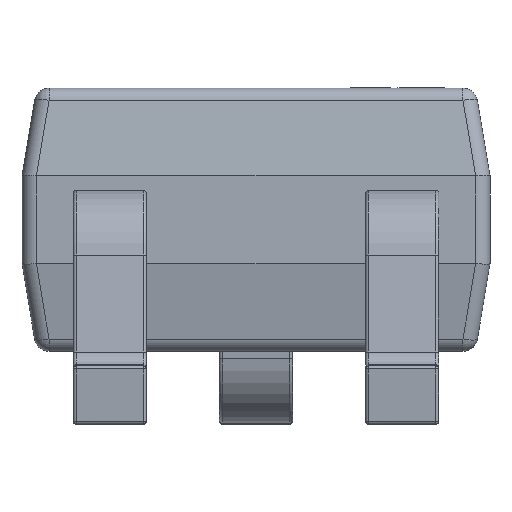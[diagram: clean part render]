
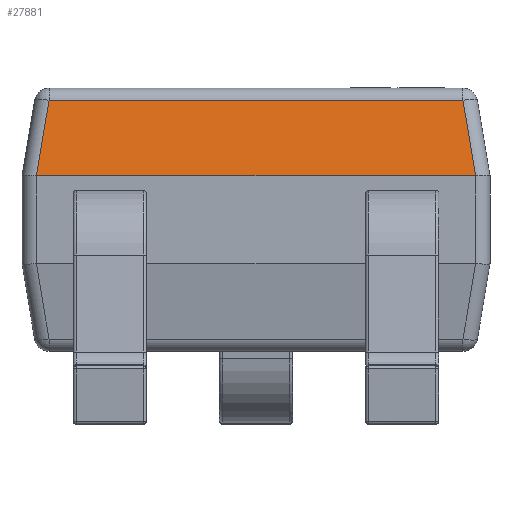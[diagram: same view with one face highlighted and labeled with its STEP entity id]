
A CAD part, left-side view. The second image highlights one B-rep face of the part: STEP entity #27881.
In plain terms, the highlighted planar face has unit normal (-0.986, 0, 0.164).
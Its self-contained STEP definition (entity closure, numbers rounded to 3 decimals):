
#416 = EDGE_CURVE ( 'NONE', #7838, #1105, #20050, .T. ) ;
#714 = ORIENTED_EDGE ( 'NONE', *, *, #416, .T. ) ;
#1105 = VERTEX_POINT ( 'NONE', #7229 ) ;
#2105 = CARTESIAN_POINT ( 'NONE',  ( -0.4, -0.751, 0.7 ) ) ;
#2208 = EDGE_CURVE ( 'NONE', #12269, #30792, #10124, .T. ) ;
#2211 = EDGE_CURVE ( 'NONE', #12269, #18083, #21262, .T. ) ;
#2578 =( BOUNDED_CURVE ( )  B_SPLINE_CURVE ( 3, ( #17479, #27387, #5173, #2733 ),
 .UNSPECIFIED., .F., .F. ) 
 B_SPLINE_CURVE_WITH_KNOTS ( ( 4, 4 ),
 ( 6.27, 6.283 ),
 .UNSPECIFIED. ) 
 CURVE ( )  GEOMETRIC_REPRESENTATION_ITEM ( )  RATIONAL_B_SPLINE_CURVE ( ( 1., 1., 1., 1. ) ) 
 REPRESENTATION_ITEM ( '' )  );
#2694 = DIRECTION ( 'NONE',  ( 0.162, 0.162, 0.973 ) ) ;
#2733 = CARTESIAN_POINT ( 'NONE',  ( -0.4, 0.75, 0.7 ) ) ;
#4394 = LINE ( 'NONE', #23815, #21141 ) ;
#5173 = CARTESIAN_POINT ( 'NONE',  ( -0.4, 0.75, 0.7 ) ) ;
#5405 = AXIS2_PLACEMENT_3D ( 'NONE', #19220, #6394, #16279 ) ;
#6394 = DIRECTION ( 'NONE',  ( -0.986, 0., 0.164 ) ) ;
#6810 = DIRECTION ( 'NONE',  ( -0.162, 0.162, -0.973 ) ) ;
#6995 = CARTESIAN_POINT ( 'NONE',  ( -0.4, 0.75, 0.7 ) ) ;
#7229 = CARTESIAN_POINT ( 'NONE',  ( -0.357, 0.708, 0.958 ) ) ;
#7838 = VERTEX_POINT ( 'NONE', #26726 ) ;
#8396 = EDGE_CURVE ( 'NONE', #18083, #7838, #20225, .T. ) ;
#10124 = LINE ( 'NONE', #17460, #28396 ) ;
#10292 = CARTESIAN_POINT ( 'NONE',  ( -0.4, -0.75, 0.7 ) ) ;
#10315 = CARTESIAN_POINT ( 'NONE',  ( -0.4, -0.751, 0.7 ) ) ;
#10687 = ORIENTED_EDGE ( 'NONE', *, *, #31090, .T. ) ;
#12269 = VERTEX_POINT ( 'NONE', #24443 ) ;
#13096 = EDGE_CURVE ( 'NONE', #27300, #30792, #2578, .T. ) ;
#14276 = ORIENTED_EDGE ( 'NONE', *, *, #13096, .T. ) ;
#14991 = DIRECTION ( 'NONE',  ( 0., 1., 0. ) ) ;
#15325 = CARTESIAN_POINT ( 'NONE',  ( -0.357, 0., 0.958 ) ) ;
#15625 = FACE_OUTER_BOUND ( 'NONE', #19420, .T. ) ;
#16279 = DIRECTION ( 'NONE',  ( 0., 1., 0. ) ) ;
#16817 = ORIENTED_EDGE ( 'NONE', *, *, #8396, .T. ) ;
#16883 = CARTESIAN_POINT ( 'NONE',  ( -0.4, -0.75, 0.7 ) ) ;
#17266 = ORIENTED_EDGE ( 'NONE', *, *, #2208, .F. ) ;
#17460 = CARTESIAN_POINT ( 'NONE',  ( -0.4, 0.8, 0.7 ) ) ;
#17479 = CARTESIAN_POINT ( 'NONE',  ( -0.4, 0.751, 0.7 ) ) ;
#18083 = VERTEX_POINT ( 'NONE', #10315 ) ;
#19220 = CARTESIAN_POINT ( 'NONE',  ( -0.35, 0., 1. ) ) ;
#19420 = EDGE_LOOP ( 'NONE', ( #10687, #14276, #17266, #24294, #16817, #714 ) ) ;
#20050 = LINE ( 'NONE', #15325, #23164 ) ;
#20070 = DIRECTION ( 'NONE',  ( 0., 1., 0. ) ) ;
#20225 = LINE ( 'NONE', #22787, #22353 ) ;
#21141 = VECTOR ( 'NONE', #6810, 1000. ) ;
#21262 =( BOUNDED_CURVE ( )  B_SPLINE_CURVE ( 3, ( #26780, #10292, #16883, #2105 ),
 .UNSPECIFIED., .F., .F. ) 
 B_SPLINE_CURVE_WITH_KNOTS ( ( 4, 4 ),
 ( 0., 0.014 ),
 .UNSPECIFIED. ) 
 CURVE ( )  GEOMETRIC_REPRESENTATION_ITEM ( )  RATIONAL_B_SPLINE_CURVE ( ( 1., 1., 1., 1. ) ) 
 REPRESENTATION_ITEM ( '' )  );
#22353 = VECTOR ( 'NONE', #2694, 1000. ) ;
#22787 = CARTESIAN_POINT ( 'NONE',  ( -0.332, -0.682, 1.111 ) ) ;
#23164 = VECTOR ( 'NONE', #14991, 1000. ) ;
#23678 = CARTESIAN_POINT ( 'NONE',  ( -0.4, 0.751, 0.7 ) ) ;
#23815 = CARTESIAN_POINT ( 'NONE',  ( -0.332, 0.682, 1.111 ) ) ;
#24294 = ORIENTED_EDGE ( 'NONE', *, *, #2211, .T. ) ;
#24443 = CARTESIAN_POINT ( 'NONE',  ( -0.4, -0.75, 0.7 ) ) ;
#26346 = PLANE ( 'NONE',  #5405 ) ;
#26726 = CARTESIAN_POINT ( 'NONE',  ( -0.357, -0.708, 0.958 ) ) ;
#26780 = CARTESIAN_POINT ( 'NONE',  ( -0.4, -0.75, 0.7 ) ) ;
#27300 = VERTEX_POINT ( 'NONE', #23678 ) ;
#27387 = CARTESIAN_POINT ( 'NONE',  ( -0.4, 0.75, 0.7 ) ) ;
#27881 = ADVANCED_FACE ( 'NONE', ( #15625 ), #26346, .T. ) ;
#28396 = VECTOR ( 'NONE', #20070, 1000. ) ;
#30792 = VERTEX_POINT ( 'NONE', #6995 ) ;
#31090 = EDGE_CURVE ( 'NONE', #1105, #27300, #4394, .T. ) ;
